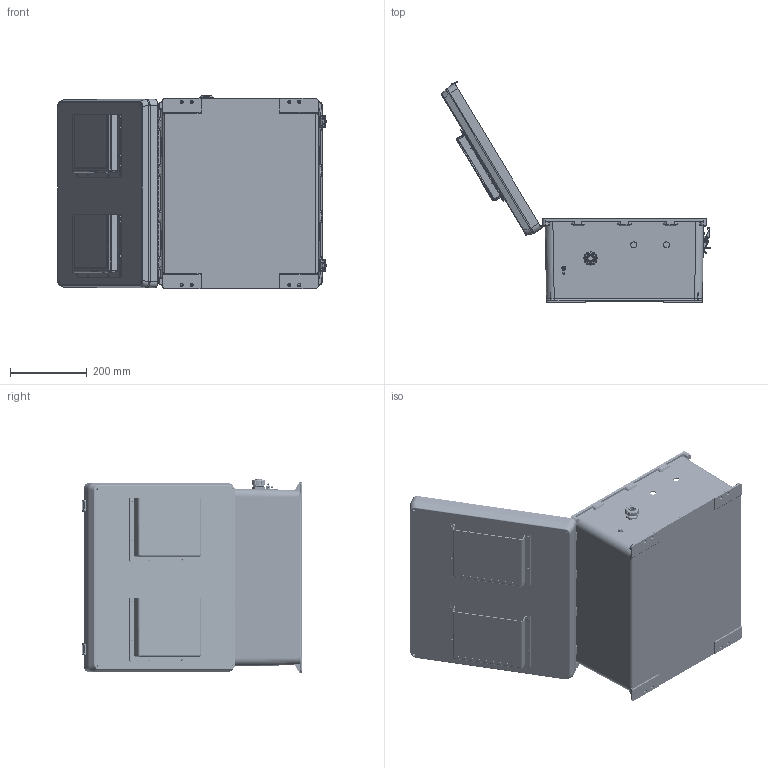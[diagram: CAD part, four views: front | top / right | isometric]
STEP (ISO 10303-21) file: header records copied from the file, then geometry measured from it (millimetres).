
FILE_DESCRIPTION (( 'STEP AP214' ), '1' );
FILE_NAME ('NB181608-00V_3D.step', '2025-10-06T15:07:27', ( '' ), ( '' ), 'SwSTEP 2.0', 'SolidWorks 2025', '' );
FILE_SCHEMA (( 'AUTOMOTIVE_DESIGN' ));
Length unit declared in the file: inch
Products named in the file (22): XM220-01-UL; 10-32 NEMA PLATE SCREW; XFS-0023_92470A148; XCT-0005; NB181608-Hinge; XFN-0003; NB181608-00V_3D; NB181608-DoorClasp-1; XFS-0017; NB181608-Lid-Vented; Fan Screen-120x120 ALUM; XC-0003; NB181608-Box; XCT-0010; XFN-0002; XFW-0002; XF685-01; NEMA_18_GroundWire; XFR-0005; XFS-0026; NB181608-DoorClasp-2; XCT-0011
Assembly tree (55 placements, depth 2):
  NB181608-00V_3D
    NB181608-Box
    NB181608-Hinge  x2
    NB181608-Lid-Vented
    NB181608-DoorClasp-1  x2
    NB181608-DoorClasp-2  x2
    XF685-01
    10-32 NEMA PLATE SCREW  x4
    XFS-0017
    XCT-0011
    NEMA_18_GroundWire
    XCT-0010
    XFS-0026
    XFW-0002
    XFN-0003  x2
    XC-0003
    XCT-0005
    XFN-0002  x8
    Fan Screen-120x120 ALUM  x2
    XFR-0005  x12
    XM220-01-UL  x2
    XFS-0023_92470A148  x8
Bounding box: 698.88 x 574.19 x 502.84 mm (x, y, z)
Volume: 3645350.1 mm3; surface area: 2363642.9 mm2
Topology: 61 solids, 62 shells, 5388 faces, 14666 edges, 9403 vertices
Faces by surface type: cylinder 2777, plane 1426, cone 587, bspline 334, torus 244, sphere 20
Entity records: 118371 total; most frequent: CARTESIAN_POINT 40792, ORIENTED_EDGE 16364, DIRECTION 15478, EDGE_CURVE 8182, AXIS2_PLACEMENT_3D 5869, VERTEX_POINT 5199, EDGE_LOOP 3997, LINE 3740
